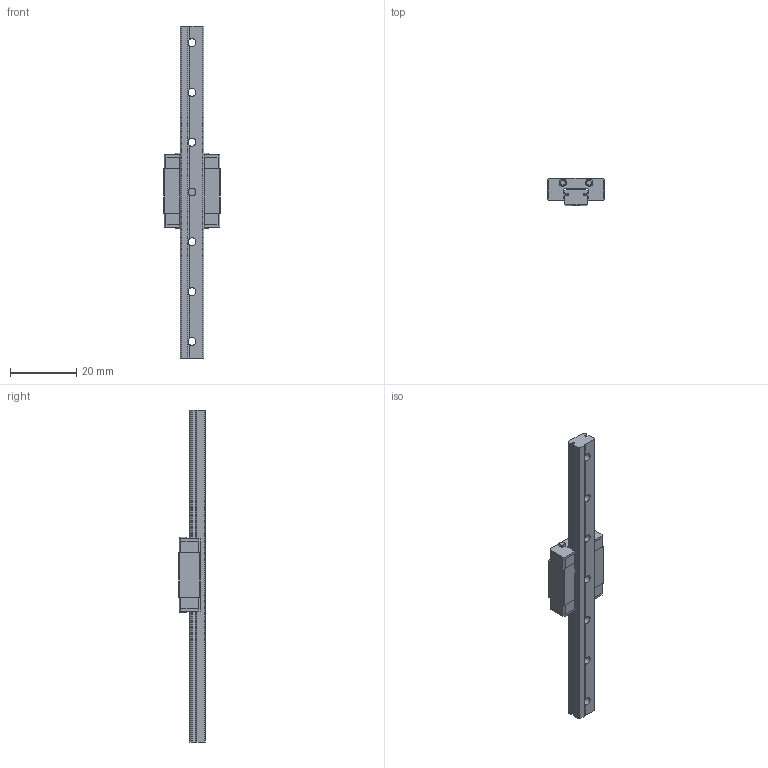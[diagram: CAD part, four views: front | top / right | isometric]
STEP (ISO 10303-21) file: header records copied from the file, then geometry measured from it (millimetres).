
FILE_DESCRIPTION(/* description */ ('STEP AP214'),/* implementation_level */ '2;1');
FILE_NAME(/* name */ 'LinearRail_AP214.stp',/* time_stamp */ '2023-03-20T13:26:37+01:00',/* author */ ('caesarb'),/* organization */ (''),/* preprocessor_version */ 'ST-DEVELOPER v19',/* originating_system */ 'Autodesk Inventor 2023',/* authorisation */ '');
FILE_SCHEMA (('AUTOMOTIVE_DESIGN { 1 0 10303 214 3 1 1 }'));
Length unit declared in the file: millimetre
Products named in the file (3): LinearRail-LWL7B-Assy; Carriage-LWL7B; LinearRail-LWL7B-100mm
Assembly tree (2 placements, depth 2):
  LinearRail-LWL7B-Assy
    Carriage-LWL7B
    LinearRail-LWL7B-100mm
Bounding box: 16.95 x 8.05 x 100 mm (x, y, z)
Volume: 4588 mm3; surface area: 5125.2 mm2
Topology: 10 solids, 10 shells, 209 faces, 563 edges, 374 vertices
Faces by surface type: plane 166, cylinder 35, cone 4, torus 4
Full cylindrical faces by diameter (mm): 1.6 x4, 2.2 x4, 2.4 x7, 4.4 x7
Entity records: 6798 total; most frequent: CARTESIAN_POINT 1266, ORIENTED_EDGE 1118, DIRECTION 1069, EDGE_CURVE 559, LINE 463, VECTOR 463, VERTEX_POINT 374, AXIS2_PLACEMENT_3D 303
